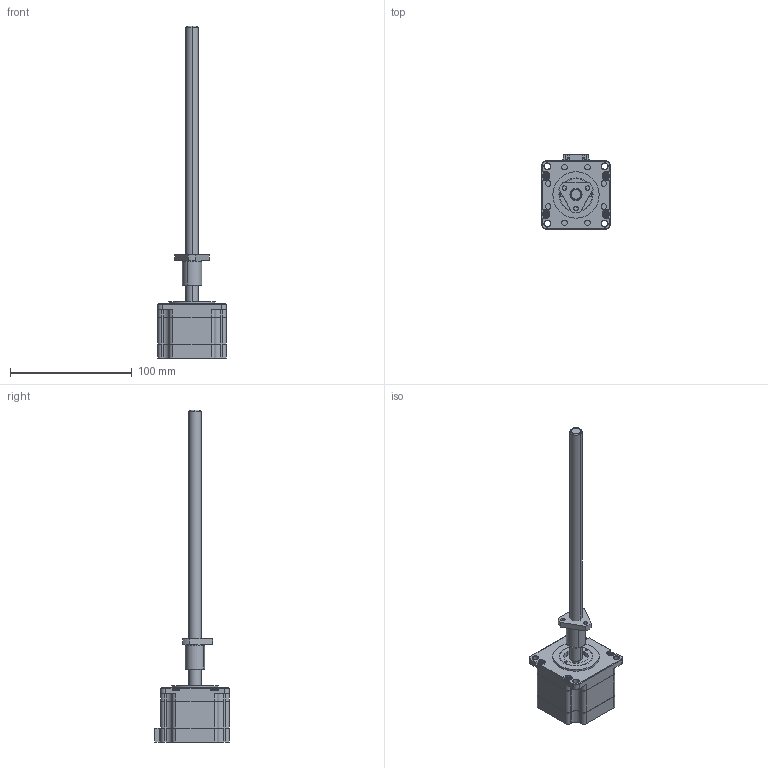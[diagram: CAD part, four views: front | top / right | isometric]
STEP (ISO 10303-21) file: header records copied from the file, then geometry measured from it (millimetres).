
FILE_DESCRIPTION (( 'STEP AP214' ), '1' );
FILE_NAME ('STP-LE23-1F09ANN.STEP', '2020-08-25T22:33:32', ( '' ), ( '' ), 'SwSTEP 2.0', 'SolidWorks 2017', '' );
FILE_SCHEMA (( 'AUTOMOTIVE_DESIGN' ));
Length unit declared in the file: millimetre
Products named in the file (3): STP-LE23-1F09ANN_1; STP-LE23-1F09ANN; STP-LE23-1F09ANN_2
Assembly tree (2 placements, depth 2):
  STP-LE23-1F09ANN
    STP-LE23-1F09ANN_1
    STP-LE23-1F09ANN_2
Bounding box: 56.2 x 61.22 x 273.1 mm (x, y, z)
Volume: 122343.9 mm3; surface area: 50327.1 mm2
Topology: 8 solids, 8 shells, 734 faces, 1854 edges, 1174 vertices
Faces by surface type: plane 302, cylinder 194, cone 118, bspline 108, torus 12
Entity records: 26013 total; most frequent: CARTESIAN_POINT 8763, ORIENTED_EDGE 3708, DIRECTION 3321, EDGE_CURVE 1854, AXIS2_PLACEMENT_3D 1226, VERTEX_POINT 1174, LINE 869, VECTOR 869
